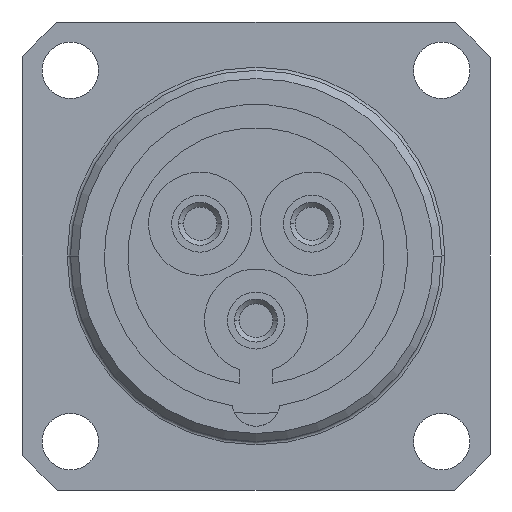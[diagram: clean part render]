
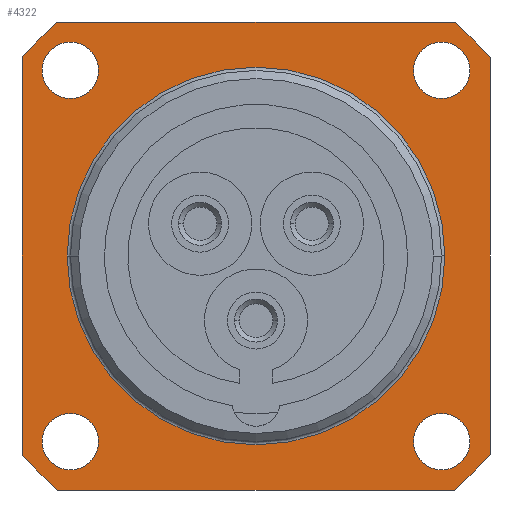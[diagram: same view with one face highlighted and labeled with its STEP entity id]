
A CAD part, left-side view. The second image highlights one B-rep face of the part: STEP entity #4322.
In plain terms, the highlighted planar face has unit normal (-1, 0, 0).
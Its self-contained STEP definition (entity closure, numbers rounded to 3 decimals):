
#62=CARTESIAN_POINT('',(10.6,0.,0.));
#63=DIRECTION('',(1.,0.,0.));
#64=DIRECTION('',(0.,1.,0.));
#65=AXIS2_PLACEMENT_3D('',#62,#63,#64);
#77=CARTESIAN_POINT('',(10.6,0.,0.));
#78=DIRECTION('',(1.,0.,0.));
#79=DIRECTION('',(0.,-1.,0.));
#80=AXIS2_PLACEMENT_3D('',#77,#78,#79);
#528=CARTESIAN_POINT('',(10.6,0.,0.));
#529=DIRECTION('',(-1.,0.,0.));
#530=DIRECTION('',(0.,0.763,-0.646));
#531=AXIS2_PLACEMENT_3D('',#528,#529,#530);
#533=DIRECTION('',(0.,0.,-1.));
#534=VECTOR('',#533,24.556);
#535=CARTESIAN_POINT('',(10.6,14.5,12.278));
#536=LINE('859',#535,#534);
#537=CARTESIAN_POINT('',(10.6,0.,0.));
#538=DIRECTION('',(-1.,0.,0.));
#539=DIRECTION('',(0.,0.646,0.763));
#540=AXIS2_PLACEMENT_3D('',#537,#538,#539);
#542=DIRECTION('',(0.,1.,0.));
#543=VECTOR('',#542,24.556);
#544=CARTESIAN_POINT('',(10.6,-12.278,14.5));
#545=LINE('858',#544,#543);
#546=CARTESIAN_POINT('',(10.6,0.,0.));
#547=DIRECTION('',(-1.,0.,0.));
#548=DIRECTION('',(0.,-0.763,0.646));
#549=AXIS2_PLACEMENT_3D('',#546,#547,#548);
#551=DIRECTION('',(0.,0.,1.));
#552=VECTOR('',#551,24.556);
#553=CARTESIAN_POINT('',(10.6,-14.5,-12.278));
#554=LINE('857',#553,#552);
#555=CARTESIAN_POINT('',(10.6,0.,0.));
#556=DIRECTION('',(-1.,0.,0.));
#557=DIRECTION('',(0.,-0.646,-0.763));
#558=AXIS2_PLACEMENT_3D('',#555,#556,#557);
#560=DIRECTION('',(0.,-1.,0.));
#561=VECTOR('',#560,24.556);
#562=CARTESIAN_POINT('',(10.6,12.278,-14.5));
#563=LINE('856',#562,#561);
#564=CARTESIAN_POINT('',(10.6,11.5,11.5));
#565=DIRECTION('',(1.,0.,0.));
#566=DIRECTION('',(0.,1.,0.));
#567=AXIS2_PLACEMENT_3D('',#564,#565,#566);
#569=CARTESIAN_POINT('',(10.6,11.5,11.5));
#570=DIRECTION('',(1.,0.,0.));
#571=DIRECTION('',(0.,-1.,0.));
#572=AXIS2_PLACEMENT_3D('',#569,#570,#571);
#574=CARTESIAN_POINT('',(10.6,-11.5,11.5));
#575=DIRECTION('',(1.,0.,0.));
#576=DIRECTION('',(0.,1.,0.));
#577=AXIS2_PLACEMENT_3D('',#574,#575,#576);
#579=CARTESIAN_POINT('',(10.6,-11.5,11.5));
#580=DIRECTION('',(1.,0.,0.));
#581=DIRECTION('',(0.,-1.,0.));
#582=AXIS2_PLACEMENT_3D('',#579,#580,#581);
#584=CARTESIAN_POINT('',(10.6,-11.5,-11.5));
#585=DIRECTION('',(1.,0.,0.));
#586=DIRECTION('',(0.,1.,0.));
#587=AXIS2_PLACEMENT_3D('',#584,#585,#586);
#589=CARTESIAN_POINT('',(10.6,-11.5,-11.5));
#590=DIRECTION('',(1.,0.,0.));
#591=DIRECTION('',(0.,-1.,0.));
#592=AXIS2_PLACEMENT_3D('',#589,#590,#591);
#594=CARTESIAN_POINT('',(10.6,11.5,-11.5));
#595=DIRECTION('',(1.,0.,0.));
#596=DIRECTION('',(0.,1.,0.));
#597=AXIS2_PLACEMENT_3D('',#594,#595,#596);
#599=CARTESIAN_POINT('',(10.6,11.5,-11.5));
#600=DIRECTION('',(1.,0.,0.));
#601=DIRECTION('',(0.,-1.,0.));
#602=AXIS2_PLACEMENT_3D('',#599,#600,#601);
#2938=CARTESIAN_POINT('',(10.6,12.278,-14.5));
#2939=CARTESIAN_POINT('',(10.6,-12.278,-14.5));
#2940=VERTEX_POINT('',#2938);
#2941=VERTEX_POINT('',#2939);
#2942=CARTESIAN_POINT('',(10.6,-14.5,-12.278));
#2943=CARTESIAN_POINT('',(10.6,-14.5,12.278));
#2944=VERTEX_POINT('',#2942);
#2945=VERTEX_POINT('',#2943);
#2946=CARTESIAN_POINT('',(10.6,-12.278,14.5));
#2947=CARTESIAN_POINT('',(10.6,12.278,14.5));
#2948=VERTEX_POINT('',#2946);
#2949=VERTEX_POINT('',#2947);
#2950=CARTESIAN_POINT('',(10.6,14.5,12.278));
#2951=CARTESIAN_POINT('',(10.6,14.5,-12.278));
#2952=VERTEX_POINT('',#2950);
#2953=VERTEX_POINT('',#2951);
#2970=CARTESIAN_POINT('',(10.6,13.25,11.5));
#2971=CARTESIAN_POINT('',(10.6,9.75,11.5));
#2972=VERTEX_POINT('',#2970);
#2973=VERTEX_POINT('',#2971);
#2974=CARTESIAN_POINT('',(10.6,-9.75,11.5));
#2975=CARTESIAN_POINT('',(10.6,-13.25,11.5));
#2976=VERTEX_POINT('',#2974);
#2977=VERTEX_POINT('',#2975);
#2978=CARTESIAN_POINT('',(10.6,-9.75,-11.5));
#2979=CARTESIAN_POINT('',(10.6,-13.25,-11.5));
#2980=VERTEX_POINT('',#2978);
#2981=VERTEX_POINT('',#2979);
#2982=CARTESIAN_POINT('',(10.6,13.25,-11.5));
#2983=CARTESIAN_POINT('',(10.6,9.75,-11.5));
#2984=VERTEX_POINT('',#2982);
#2985=VERTEX_POINT('',#2983);
#3026=CARTESIAN_POINT('',(10.6,-11.7,0.));
#3027=CARTESIAN_POINT('',(10.6,11.7,0.));
#3028=VERTEX_POINT('',#3026);
#3029=VERTEX_POINT('',#3027);
#4271=CARTESIAN_POINT('',(10.6,0.,0.));
#4272=DIRECTION('',(-1.,0.,0.));
#4273=DIRECTION('',(0.,0.,1.));
#4274=AXIS2_PLACEMENT_3D('',#4271,#4272,#4273);
#4275=PLANE('274',#4274);
#4277=ORIENTED_EDGE('931',*,*,#4276,.F.);
#4279=ORIENTED_EDGE('859',*,*,#4278,.F.);
#4281=ORIENTED_EDGE('934',*,*,#4280,.F.);
#4283=ORIENTED_EDGE('858',*,*,#4282,.F.);
#4285=ORIENTED_EDGE('933',*,*,#4284,.F.);
#4287=ORIENTED_EDGE('857',*,*,#4286,.F.);
#4289=ORIENTED_EDGE('932',*,*,#4288,.F.);
#4291=ORIENTED_EDGE('856',*,*,#4290,.F.);
#4292=EDGE_LOOP('274',(#4277,#4279,#4281,#4283,#4285,#4287,#4289,#4291));
#4293=FACE_OUTER_BOUND('274',#4292,.F.);
#4295=ORIENTED_EDGE('868',*,*,#4294,.F.);
#4297=ORIENTED_EDGE('869',*,*,#4296,.F.);
#4298=EDGE_LOOP('274',(#4295,#4297));
#4299=FACE_BOUND('274',#4298,.F.);
#4301=ORIENTED_EDGE('870',*,*,#4300,.F.);
#4303=ORIENTED_EDGE('871',*,*,#4302,.F.);
#4304=EDGE_LOOP('274',(#4301,#4303));
#4305=FACE_BOUND('274',#4304,.F.);
#4307=ORIENTED_EDGE('872',*,*,#4306,.F.);
#4309=ORIENTED_EDGE('873',*,*,#4308,.F.);
#4310=EDGE_LOOP('274',(#4307,#4309));
#4311=FACE_BOUND('274',#4310,.F.);
#4313=ORIENTED_EDGE('874',*,*,#4312,.F.);
#4315=ORIENTED_EDGE('875',*,*,#4314,.F.);
#4316=EDGE_LOOP('274',(#4313,#4315));
#4317=FACE_BOUND('274',#4316,.F.);
#4318=ORIENTED_EDGE('903',*,*,#3723,.F.);
#4319=ORIENTED_EDGE('905',*,*,#3708,.F.);
#4320=EDGE_LOOP('274',(#4318,#4319));
#4321=FACE_BOUND('274',#4320,.F.);
#66=CIRCLE('905',#65,11.7);
#81=CIRCLE('903',#80,11.7);
#532=CIRCLE('931',#531,19.);
#541=CIRCLE('934',#540,19.);
#550=CIRCLE('933',#549,19.);
#559=CIRCLE('932',#558,19.);
#568=CIRCLE('868',#567,1.75);
#573=CIRCLE('869',#572,1.75);
#578=CIRCLE('870',#577,1.75);
#583=CIRCLE('871',#582,1.75);
#588=CIRCLE('872',#587,1.75);
#593=CIRCLE('873',#592,1.75);
#598=CIRCLE('874',#597,1.75);
#603=CIRCLE('875',#602,1.75);
#3708=EDGE_CURVE('905',#3029,#3028,#66,.T.);
#3723=EDGE_CURVE('903',#3028,#3029,#81,.T.);
#4276=EDGE_CURVE('931',#2953,#2940,#532,.T.);
#4278=EDGE_CURVE('859',#2952,#2953,#536,.T.);
#4280=EDGE_CURVE('934',#2949,#2952,#541,.T.);
#4282=EDGE_CURVE('858',#2948,#2949,#545,.T.);
#4284=EDGE_CURVE('933',#2945,#2948,#550,.T.);
#4286=EDGE_CURVE('857',#2944,#2945,#554,.T.);
#4288=EDGE_CURVE('932',#2941,#2944,#559,.T.);
#4290=EDGE_CURVE('856',#2940,#2941,#563,.T.);
#4294=EDGE_CURVE('868',#2972,#2973,#568,.T.);
#4296=EDGE_CURVE('869',#2973,#2972,#573,.T.);
#4300=EDGE_CURVE('870',#2976,#2977,#578,.T.);
#4302=EDGE_CURVE('871',#2977,#2976,#583,.T.);
#4306=EDGE_CURVE('872',#2980,#2981,#588,.T.);
#4308=EDGE_CURVE('873',#2981,#2980,#593,.T.);
#4312=EDGE_CURVE('874',#2984,#2985,#598,.T.);
#4314=EDGE_CURVE('875',#2985,#2984,#603,.T.);
#4322=ADVANCED_FACE('274',(#4293,#4299,#4305,#4311,#4317,#4321),#4275,.T.);
